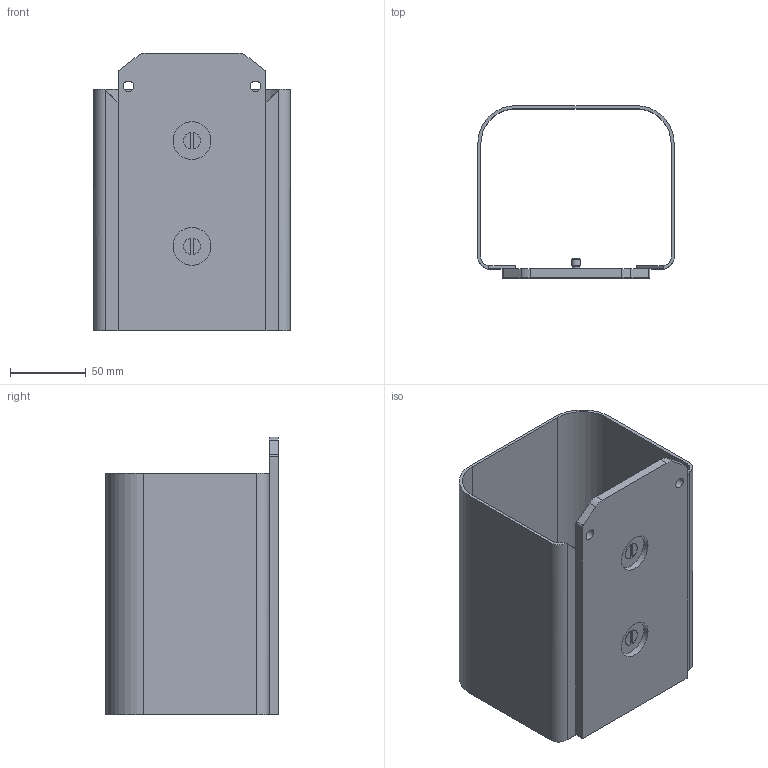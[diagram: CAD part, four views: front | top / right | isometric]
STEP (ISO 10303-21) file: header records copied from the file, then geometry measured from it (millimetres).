
FILE_DESCRIPTION(/* description */ ('STEP AP214'),/* implementation_level */ '2;1');
FILE_NAME(/* name */ '4500_FH',/* time_stamp */ '2024-08-28T13:46:40+02:00',/* author */ ('License CC BY-ND 4.0'),/* organization */ ('CADENAS'),/* preprocessor_version */ 'ST-DEVELOPER v19.3',/* originating_system */ 'PARTsolutions',/* authorisation */ ' ');
FILE_SCHEMA (('AUTOMOTIVE_DESIGN {1 0 10303 214 3 1 1}'));
Length unit declared in the file: millimetre
Products named in the file (1): 4500 FH
Bounding box: 130 x 114 x 184 mm (x, y, z)
Volume: 218154.1 mm3; surface area: 151949.8 mm2
Topology: 1 solids, 1 shells, 71 faces, 174 edges, 112 vertices
Faces by surface type: plane 35, cylinder 26, cone 10
Full cylindrical faces by diameter (mm): 4.773 x2, 6 x2, 7 x4, 25 x2
Entity records: 2064 total; most frequent: CARTESIAN_POINT 366, DIRECTION 356, ORIENTED_EDGE 316, EDGE_CURVE 158, AXIS2_PLACEMENT_3D 134, VERTEX_POINT 112, EDGE_LOOP 100, FACE_BOUND 100
